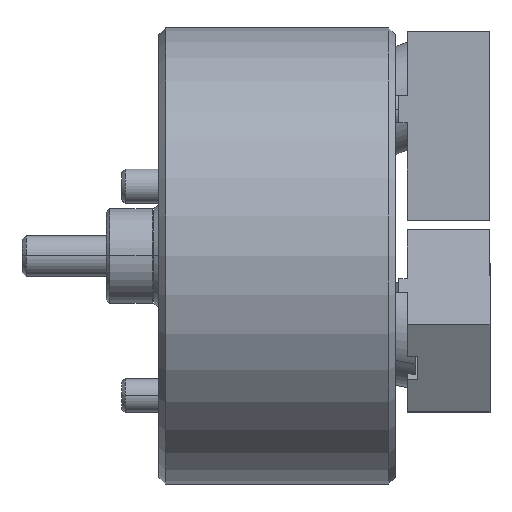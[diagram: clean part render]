
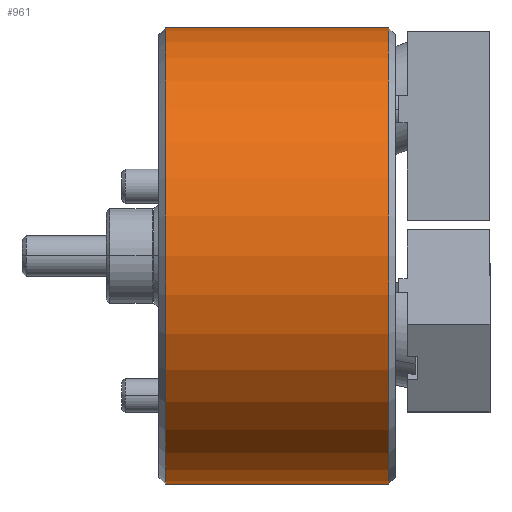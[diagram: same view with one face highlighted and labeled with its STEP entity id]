
A CAD part, top view. The second image highlights one B-rep face of the part: STEP entity #961.
In plain terms, the highlighted cylindrical face has radius 67.5 mm (diameter 135 mm), a partial arc.
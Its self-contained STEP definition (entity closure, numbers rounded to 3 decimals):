
#276 = VECTOR ( 'NONE', #773, 1000. ) ;
#300 = AXIS2_PLACEMENT_3D ( 'NONE', #5379, #9423, #6186 ) ;
#722 = DIRECTION ( 'NONE',  ( 0., -1., 0. ) ) ;
#773 = DIRECTION ( 'NONE',  ( 1., 0., 0. ) ) ;
#857 = DIRECTION ( 'NONE',  ( -1., 0., 0. ) ) ;
#961 = ADVANCED_FACE ( 'NONE', ( #6681 ), #4282, .T. ) ;
#1101 = VERTEX_POINT ( 'NONE', #7169 ) ;
#1241 = ORIENTED_EDGE ( 'NONE', *, *, #8160, .T. ) ;
#1476 = VERTEX_POINT ( 'NONE', #2955 ) ;
#1512 = CARTESIAN_POINT ( 'NONE',  ( 2., 67.5, 0. ) ) ;
#1566 = CARTESIAN_POINT ( 'NONE',  ( 0., 67.5, 0. ) ) ;
#1907 = AXIS2_PLACEMENT_3D ( 'NONE', #9573, #5523, #722 ) ;
#1948 = CIRCLE ( 'NONE', #1907, 67.5 ) ;
#2004 = EDGE_LOOP ( 'NONE', ( #4773, #1241, #5868, #4258 ) ) ;
#2350 = CARTESIAN_POINT ( 'NONE',  ( 68., -67.5, 0. ) ) ;
#2955 = CARTESIAN_POINT ( 'NONE',  ( 2., -67.5, 0. ) ) ;
#3121 = EDGE_CURVE ( 'NONE', #3143, #1476, #1948, .T. ) ;
#3143 = VERTEX_POINT ( 'NONE', #1512 ) ;
#4049 = AXIS2_PLACEMENT_3D ( 'NONE', #5700, #857, #6512 ) ;
#4258 = ORIENTED_EDGE ( 'NONE', *, *, #8854, .F. ) ;
#4282 = CYLINDRICAL_SURFACE ( 'NONE', #300, 67.5 ) ;
#4538 = LINE ( 'NONE', #1566, #276 ) ;
#4773 = ORIENTED_EDGE ( 'NONE', *, *, #3121, .T. ) ;
#5327 = VECTOR ( 'NONE', #7245, 1000. ) ;
#5379 = CARTESIAN_POINT ( 'NONE',  ( 0., 0., 0. ) ) ;
#5523 = DIRECTION ( 'NONE',  ( 1., 0., 0. ) ) ;
#5700 = CARTESIAN_POINT ( 'NONE',  ( 68., 0., 0. ) ) ;
#5868 = ORIENTED_EDGE ( 'NONE', *, *, #7546, .T. ) ;
#6186 = DIRECTION ( 'NONE',  ( 0., 1., 0. ) ) ;
#6512 = DIRECTION ( 'NONE',  ( 0., 1., 0. ) ) ;
#6681 = FACE_OUTER_BOUND ( 'NONE', #2004, .T. ) ;
#7169 = CARTESIAN_POINT ( 'NONE',  ( 68., 67.5, 0. ) ) ;
#7245 = DIRECTION ( 'NONE',  ( 1., 0., 0. ) ) ;
#7546 = EDGE_CURVE ( 'NONE', #8149, #1101, #8106, .T. ) ;
#7987 = LINE ( 'NONE', #8031, #5327 ) ;
#8031 = CARTESIAN_POINT ( 'NONE',  ( 0., -67.5, 0. ) ) ;
#8106 = CIRCLE ( 'NONE', #4049, 67.5 ) ;
#8149 = VERTEX_POINT ( 'NONE', #2350 ) ;
#8160 = EDGE_CURVE ( 'NONE', #1476, #8149, #7987, .T. ) ;
#8854 = EDGE_CURVE ( 'NONE', #3143, #1101, #4538, .T. ) ;
#9423 = DIRECTION ( 'NONE',  ( 1., 0., 0. ) ) ;
#9573 = CARTESIAN_POINT ( 'NONE',  ( 2., 0., 0. ) ) ;
